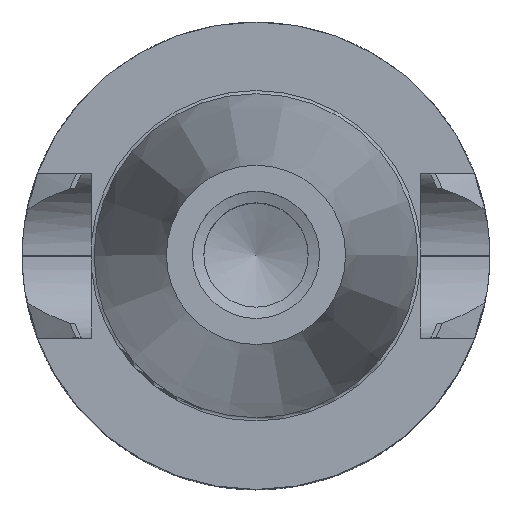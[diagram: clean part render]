
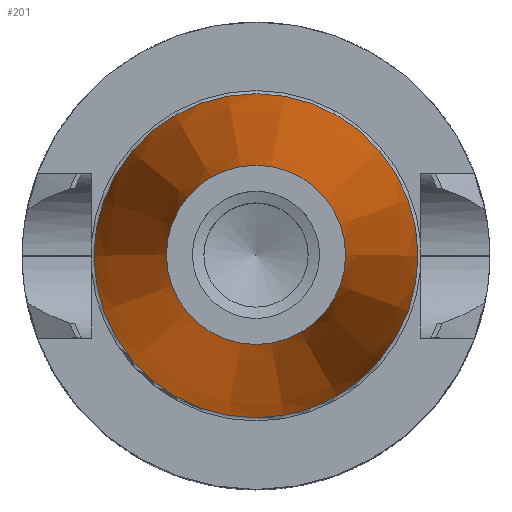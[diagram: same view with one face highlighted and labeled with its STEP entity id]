
A CAD part, top view. The second image highlights one B-rep face of the part: STEP entity #201.
In plain terms, the highlighted conical face has half-angle 8.298 degrees and reference radius 8.816 mm.
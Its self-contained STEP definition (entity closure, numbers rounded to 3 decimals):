
#201=ADVANCED_FACE('',(#266,#267),#238,.T.);
#238=CONICAL_SURFACE('',#821,8.816,8.298);
#266=FACE_BOUND('',#311,.T.);
#267=FACE_BOUND('',#312,.T.);
#311=EDGE_LOOP('',(#405));
#312=EDGE_LOOP('',(#406));
#405=ORIENTED_EDGE('',*,*,#663,.T.);
#406=ORIENTED_EDGE('',*,*,#661,.F.);
#585=VERTEX_POINT('',#1201);
#587=VERTEX_POINT('',#1208);
#661=EDGE_CURVE('',#585,#585,#741,.T.);
#663=EDGE_CURVE('',#587,#587,#743,.T.);
#741=CIRCLE('',#814,15.933);
#743=CIRCLE('',#819,8.816);
#814=AXIS2_PLACEMENT_3D('',#1200,#951,#952);
#819=AXIS2_PLACEMENT_3D('',#1207,#961,#962);
#821=AXIS2_PLACEMENT_3D('',#1210,#965,#966);
#951=DIRECTION('',(0.,0.,-1.));
#952=DIRECTION('',(-1.,0.,0.));
#961=DIRECTION('',(0.,0.,-1.));
#962=DIRECTION('',(-1.,0.,0.));
#965=DIRECTION('',(0.,0.,-1.));
#966=DIRECTION('',(-1.,0.,0.));
#1200=CARTESIAN_POINT('',(0.,0.,-0.4));
#1201=CARTESIAN_POINT('',(-15.933,0.,-0.4));
#1207=CARTESIAN_POINT('',(0.,0.,48.4));
#1208=CARTESIAN_POINT('',(-8.816,0.,48.4));
#1210=CARTESIAN_POINT('',(0.,0.,48.4));
